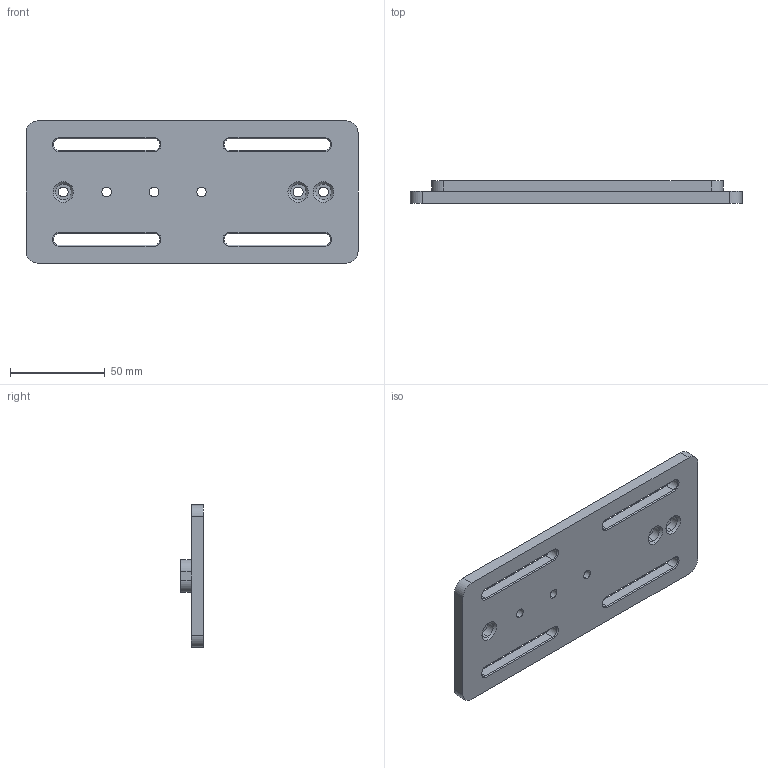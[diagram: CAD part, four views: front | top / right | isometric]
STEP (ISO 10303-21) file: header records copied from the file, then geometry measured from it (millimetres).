
FILE_DESCRIPTION (( 'STEP AP203' ), '1' );
FILE_NAME ('Web Model 59795_Default.step', '2020-04-03T13:20:48', ( '' ), ( '' ), 'SwSTEP 2.0', 'SolidWorks 2018', '' );
FILE_SCHEMA (( 'CONFIG_CONTROL_DESIGN' ));
Length unit declared in the file: inch
Products named in the file (1): Web Model 59795_Default
Bounding box: 175.01 x 11.94 x 75.01 mm (x, y, z)
Volume: 86709 mm3; surface area: 32140.7 mm2
Topology: 1 solids, 1 shells, 106 faces, 250 edges, 150 vertices
Faces by surface type: plane 38, cone 34, cylinder 34
Entity records: 3135 total; most frequent: DIRECTION 566, CARTESIAN_POINT 507, ORIENTED_EDGE 500, EDGE_CURVE 250, AXIS2_PLACEMENT_3D 209, VERTEX_POINT 150, LINE 148, VECTOR 148
